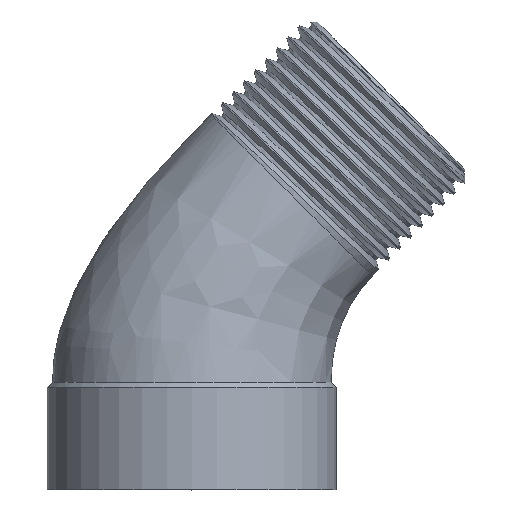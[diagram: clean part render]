
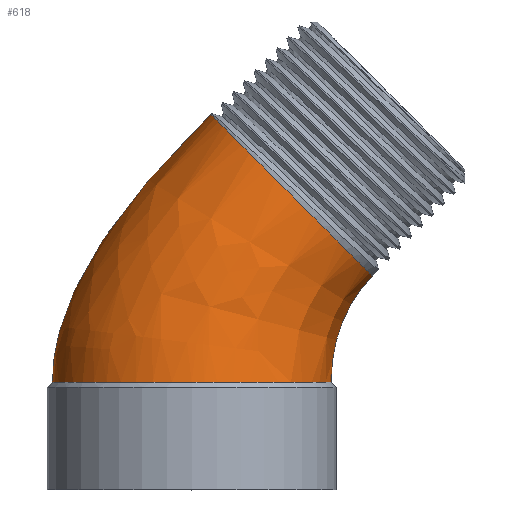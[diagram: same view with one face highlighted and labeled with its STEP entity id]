
A CAD part, top view. The second image highlights one B-rep face of the part: STEP entity #618.
In plain terms, the highlighted free-form (B-spline) face has degree [3, 3] with [11, 4] control points.
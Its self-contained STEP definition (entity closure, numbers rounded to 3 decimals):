
#99=B_SPLINE_SURFACE_WITH_KNOTS('',3,3,((#6164,#6165,#6166,#6167),(#6168,
#6169,#6170,#6171),(#6172,#6173,#6174,#6175),(#6176,#6177,#6178,#6179),
(#6180,#6181,#6182,#6183),(#6184,#6185,#6186,#6187),(#6188,#6189,#6190,
#6191),(#6192,#6193,#6194,#6195),(#6196,#6197,#6198,#6199),(#6200,#6201,
#6202,#6203),(#6204,#6205,#6206,#6207)),.UNSPECIFIED.,.F.,.F.,.F.,(4,1,
1,1,1,1,1,1,4),(4,4),(0.5,0.563,0.625,0.688,0.75,0.813,0.875,0.938,
1.),(0.,1.),.UNSPECIFIED.);
#121=B_SPLINE_CURVE_WITH_KNOTS('',3,(#6208,#6209,#6210,#6211),
 .UNSPECIFIED.,.F.,.F.,(4,4),(0.,1.),.UNSPECIFIED.);
#122=B_SPLINE_CURVE_WITH_KNOTS('',3,(#6214,#6215,#6216,#6217,#6218,#6219,
#6220,#6221,#6222,#6223,#6224),.UNSPECIFIED.,.F.,.F.,(4,1,1,1,1,1,1,1,4),
(0.,0.125,0.25,0.375,0.5,0.625,0.75,0.875,1.),.UNSPECIFIED.);
#123=B_SPLINE_CURVE_WITH_KNOTS('',3,(#6226,#6227,#6228,#6229),
 .UNSPECIFIED.,.F.,.F.,(4,4),(0.,1.),.UNSPECIFIED.);
#124=B_SPLINE_CURVE_WITH_KNOTS('',3,(#6231,#6232,#6233,#6234,#6235,#6236,
#6237),.UNSPECIFIED.,.F.,.F.,(4,1,1,1,4),(0.,0.25,0.5,0.75,1.),
 .UNSPECIFIED.);
#125=B_SPLINE_CURVE_WITH_KNOTS('',3,(#6239,#6240,#6241,#6242,#6243,#6244,
#6245),.UNSPECIFIED.,.F.,.F.,(4,1,1,1,4),(0.,0.25,0.5,0.75,1.),
 .UNSPECIFIED.);
#228=ORIENTED_EDGE('',*,*,#424,.F.);
#229=ORIENTED_EDGE('',*,*,#425,.T.);
#230=ORIENTED_EDGE('',*,*,#426,.T.);
#231=ORIENTED_EDGE('',*,*,#427,.F.);
#232=ORIENTED_EDGE('',*,*,#428,.F.);
#424=EDGE_CURVE('',#521,#522,#121,.T.);
#425=EDGE_CURVE('',#521,#523,#122,.F.);
#426=EDGE_CURVE('',#523,#524,#123,.T.);
#427=EDGE_CURVE('',#525,#524,#124,.T.);
#428=EDGE_CURVE('',#522,#525,#125,.T.);
#521=VERTEX_POINT('',#6212);
#522=VERTEX_POINT('',#6213);
#523=VERTEX_POINT('',#6225);
#524=VERTEX_POINT('',#6230);
#525=VERTEX_POINT('',#6238);
#557=EDGE_LOOP('',(#228,#229,#230,#231,#232));
#586=FACE_BOUND('',#557,.T.);
#618=ADVANCED_FACE('',(#586),#99,.T.);
#6164=CARTESIAN_POINT('',(26.87,31.828,0.));
#6165=CARTESIAN_POINT('',(23.335,28.293,0.));
#6166=CARTESIAN_POINT('',(20.75,22.667,0.));
#6167=CARTESIAN_POINT('',(20.75,16.,0.));
#6168=CARTESIAN_POINT('',(26.87,31.828,2.225));
#6169=CARTESIAN_POINT('',(23.335,28.293,2.389));
#6170=CARTESIAN_POINT('',(20.75,22.667,2.553));
#6171=CARTESIAN_POINT('',(20.75,16.,2.716));
#6172=CARTESIAN_POINT('',(26.245,32.454,6.675));
#6173=CARTESIAN_POINT('',(22.629,28.85,7.166));
#6174=CARTESIAN_POINT('',(19.64,22.937,7.657));
#6175=CARTESIAN_POINT('',(19.671,16.,8.147));
#6176=CARTESIAN_POINT('',(23.571,35.128,12.334));
#6177=CARTESIAN_POINT('',(19.576,31.157,13.241));
#6178=CARTESIAN_POINT('',(14.99,24.061,14.148));
#6179=CARTESIAN_POINT('',(15.055,16.,15.055));
#6180=CARTESIAN_POINT('',(19.569,39.129,16.115));
#6181=CARTESIAN_POINT('',(14.98,34.559,17.3));
#6182=CARTESIAN_POINT('',(8.096,25.721,18.485));
#6183=CARTESIAN_POINT('',(8.148,16.,19.67));
#6184=CARTESIAN_POINT('',(14.849,43.849,17.443));
#6185=CARTESIAN_POINT('',(9.546,38.546,18.726));
#6186=CARTESIAN_POINT('',(0.,27.667,20.008));
#6187=CARTESIAN_POINT('',(0.,16.,21.291));
#6188=CARTESIAN_POINT('',(10.129,48.569,16.115));
#6189=CARTESIAN_POINT('',(4.111,42.532,17.3));
#6190=CARTESIAN_POINT('',(-8.096,29.612,18.485));
#6191=CARTESIAN_POINT('',(-8.148,16.,19.67));
#6192=CARTESIAN_POINT('',(6.128,52.571,12.334));
#6193=CARTESIAN_POINT('',(-0.484,45.935,13.241));
#6194=CARTESIAN_POINT('',(-14.99,31.272,14.148));
#6195=CARTESIAN_POINT('',(-15.055,16.,15.055));
#6196=CARTESIAN_POINT('',(3.454,55.245,6.675));
#6197=CARTESIAN_POINT('',(-3.537,48.242,7.166));
#6198=CARTESIAN_POINT('',(-19.64,32.396,7.657));
#6199=CARTESIAN_POINT('',(-19.671,16.,8.147));
#6200=CARTESIAN_POINT('',(2.828,55.87,2.225));
#6201=CARTESIAN_POINT('',(-4.243,48.799,2.389));
#6202=CARTESIAN_POINT('',(-20.75,32.667,2.553));
#6203=CARTESIAN_POINT('',(-20.75,16.,2.716));
#6204=CARTESIAN_POINT('',(2.828,55.87,0.));
#6205=CARTESIAN_POINT('',(-4.243,48.799,0.));
#6206=CARTESIAN_POINT('',(-20.75,32.667,0.));
#6207=CARTESIAN_POINT('',(-20.75,16.,0.));
#6208=CARTESIAN_POINT('',(26.87,31.828,0.));
#6209=CARTESIAN_POINT('',(23.335,28.293,0.));
#6210=CARTESIAN_POINT('',(20.75,22.667,0.));
#6211=CARTESIAN_POINT('',(20.75,16.,0.));
#6212=CARTESIAN_POINT('',(26.87,31.828,0.));
#6213=CARTESIAN_POINT('',(20.75,16.,0.));
#6214=CARTESIAN_POINT('',(2.828,55.87,0.));
#6215=CARTESIAN_POINT('',(2.828,55.87,2.225));
#6216=CARTESIAN_POINT('',(3.454,55.244,6.675));
#6217=CARTESIAN_POINT('',(6.128,52.571,12.334));
#6218=CARTESIAN_POINT('',(10.129,48.569,16.115));
#6219=CARTESIAN_POINT('',(14.849,43.849,17.443));
#6220=CARTESIAN_POINT('',(19.569,39.129,16.115));
#6221=CARTESIAN_POINT('',(23.571,35.128,12.334));
#6222=CARTESIAN_POINT('',(26.244,32.454,6.675));
#6223=CARTESIAN_POINT('',(26.87,31.828,2.225));
#6224=CARTESIAN_POINT('',(26.87,31.828,0.));
#6225=CARTESIAN_POINT('',(2.828,55.87,0.));
#6226=CARTESIAN_POINT('',(2.828,55.87,0.));
#6227=CARTESIAN_POINT('',(-4.243,48.799,0.));
#6228=CARTESIAN_POINT('',(-20.75,32.667,0.));
#6229=CARTESIAN_POINT('',(-20.75,16.,0.));
#6230=CARTESIAN_POINT('',(-20.75,16.,0.));
#6231=CARTESIAN_POINT('',(0.,16.,20.75));
#6232=CARTESIAN_POINT('',(-2.716,16.,20.75));
#6233=CARTESIAN_POINT('',(-8.147,16.,19.67));
#6234=CARTESIAN_POINT('',(-15.055,16.,15.055));
#6235=CARTESIAN_POINT('',(-19.67,16.,8.147));
#6236=CARTESIAN_POINT('',(-20.75,16.,2.716));
#6237=CARTESIAN_POINT('',(-20.75,16.,0.));
#6238=CARTESIAN_POINT('',(0.,16.,20.75));
#6239=CARTESIAN_POINT('',(20.75,16.,0.));
#6240=CARTESIAN_POINT('',(20.75,16.,2.716));
#6241=CARTESIAN_POINT('',(19.67,16.,8.147));
#6242=CARTESIAN_POINT('',(15.054,16.,15.054));
#6243=CARTESIAN_POINT('',(8.147,16.,19.67));
#6244=CARTESIAN_POINT('',(2.716,16.,20.75));
#6245=CARTESIAN_POINT('',(0.,16.,20.75));
